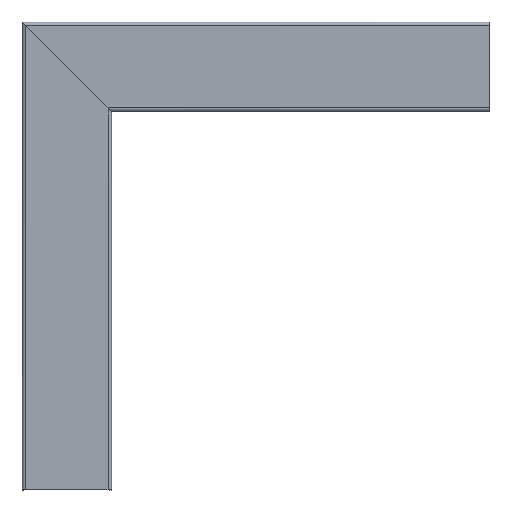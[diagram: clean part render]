
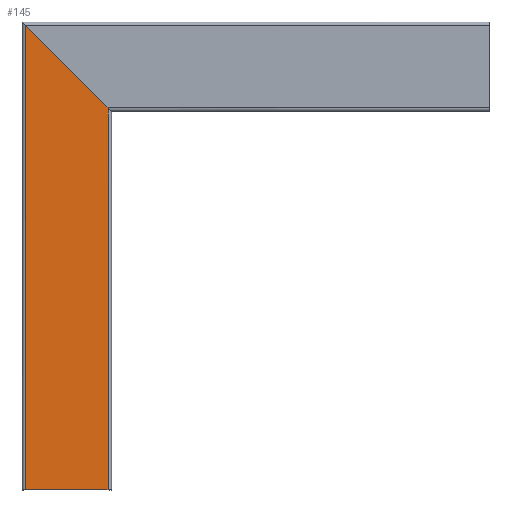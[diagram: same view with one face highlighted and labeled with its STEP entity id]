
A CAD part, top view. The second image highlights one B-rep face of the part: STEP entity #145.
In plain terms, the highlighted face is planar.
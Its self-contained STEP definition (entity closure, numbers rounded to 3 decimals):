
#39 = LINE ( 'NONE', #239, #1100 ) ;
#54 = LINE ( 'NONE', #258, #509 ) ;
#59 = CARTESIAN_POINT ( 'NONE',  ( -35.25, 0., 400. ) ) ;
#93 = ORIENTED_EDGE ( 'NONE', *, *, #915, .F. ) ;
#97 = CARTESIAN_POINT ( 'NONE',  ( 35.25, 0., 400. ) ) ;
#145 = ADVANCED_FACE ( 'NONE', ( #694 ), #695, .F. ) ;
#204 = CARTESIAN_POINT ( 'NONE',  ( -35.25, 0., 400. ) ) ;
#218 = DIRECTION ( 'NONE',  ( -1., 0., 0. ) ) ;
#231 = DIRECTION ( 'NONE',  ( 0., 0., -1. ) ) ;
#239 = CARTESIAN_POINT ( 'NONE',  ( -35.25, 0., 400. ) ) ;
#242 = DIRECTION ( 'NONE',  ( 0.707, 0., 0.707 ) ) ;
#258 = CARTESIAN_POINT ( 'NONE',  ( 38.25, 0., 76.5 ) ) ;
#286 = VERTEX_POINT ( 'NONE', #1234 ) ;
#433 = ORIENTED_EDGE ( 'NONE', *, *, #900, .F. ) ;
#479 = CARTESIAN_POINT ( 'NONE',  ( 35.25, 0., 400. ) ) ;
#509 = VECTOR ( 'NONE', #242, 1000. ) ;
#648 = CARTESIAN_POINT ( 'NONE',  ( 35.25, 0., 73.5 ) ) ;
#650 = ORIENTED_EDGE ( 'NONE', *, *, #1236, .T. ) ;
#652 = VECTOR ( 'NONE', #218, 1000. ) ;
#693 = VERTEX_POINT ( 'NONE', #479 ) ;
#694 = FACE_OUTER_BOUND ( 'NONE', #1204, .T. ) ;
#695 = PLANE ( 'NONE',  #733 ) ;
#702 = CARTESIAN_POINT ( 'NONE',  ( -35.25, 0., 400. ) ) ;
#733 = AXIS2_PLACEMENT_3D ( 'NONE', #702, #1062, #772 ) ;
#753 = LINE ( 'NONE', #97, #1065 ) ;
#772 = DIRECTION ( 'NONE',  ( 0., 0., -1. ) ) ;
#900 = EDGE_CURVE ( 'NONE', #286, #1061, #54, .T. ) ;
#902 = EDGE_CURVE ( 'NONE', #1118, #286, #39, .T. ) ;
#915 = EDGE_CURVE ( 'NONE', #693, #1118, #1207, .T. ) ;
#1002 = ORIENTED_EDGE ( 'NONE', *, *, #902, .F. ) ;
#1061 = VERTEX_POINT ( 'NONE', #648 ) ;
#1062 = DIRECTION ( 'NONE',  ( 0., -1., 0. ) ) ;
#1065 = VECTOR ( 'NONE', #1105, 1000. ) ;
#1100 = VECTOR ( 'NONE', #231, 1000. ) ;
#1105 = DIRECTION ( 'NONE',  ( 0., 0., -1. ) ) ;
#1118 = VERTEX_POINT ( 'NONE', #59 ) ;
#1204 = EDGE_LOOP ( 'NONE', ( #650, #433, #1002, #93 ) ) ;
#1207 = LINE ( 'NONE', #204, #652 ) ;
#1234 = CARTESIAN_POINT ( 'NONE',  ( -35.25, 0., 3. ) ) ;
#1236 = EDGE_CURVE ( 'NONE', #693, #1061, #753, .T. ) ;
